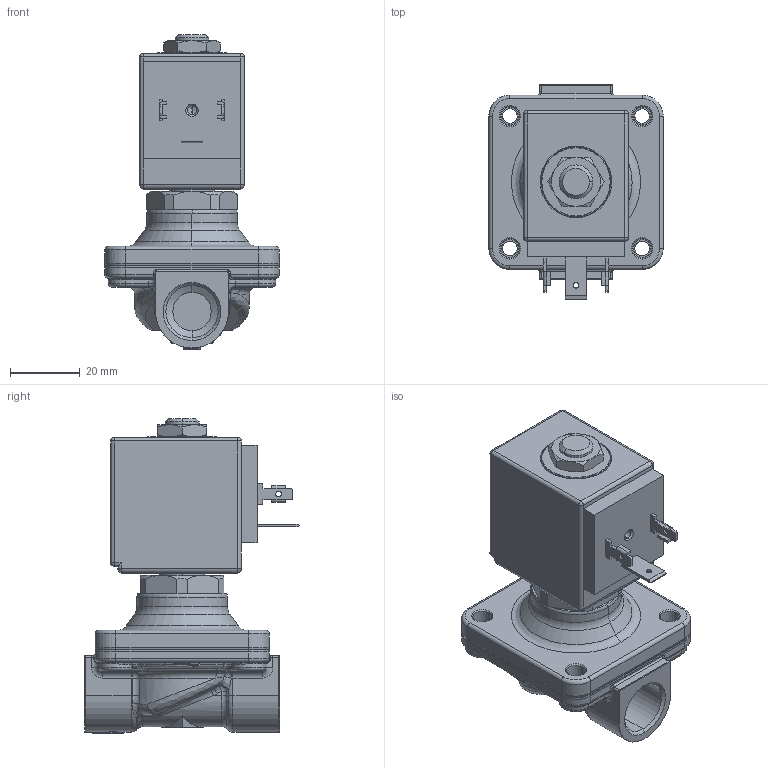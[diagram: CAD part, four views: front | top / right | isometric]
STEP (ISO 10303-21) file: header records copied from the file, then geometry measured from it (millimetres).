
FILE_DESCRIPTION((''),'2;1');
FILE_NAME('21HT3K0Y110_BDA_INGOMBRO_ASM','2009-07-06T',('romeri'),('O.D.E.'),'PRO/ENGINEER BY PARAMETRIC TECHNOLOGY CORPORATION, 2005450','PRO/ENGINEER BY PARAMETRIC TECHNOLOGY CORPORATION, 2005450','');
FILE_SCHEMA(('CONFIG_CONTROL_DESIGN'));
Length unit declared in the file: millimetre
Products named in the file (8): 4500H1_INGOMBRO; 450290_INGOMBRO; 451038_INGOMBRO; 450691_INGOMBRO; BOBINA_8_W_INGOMBRO; 450145; 450146; 21HT3K0Y110_BDA_INGOMBRO_ASM
Assembly tree (7 placements, depth 2):
  21HT3K0Y110_BDA_INGOMBRO_ASM
    4500H1_INGOMBRO
    450290_INGOMBRO
    451038_INGOMBRO
    450691_INGOMBRO
    BOBINA_8_W_INGOMBRO
    450145
    450146
Bounding box: 50 x 61.65 x 90.4 mm (x, y, z)
Volume: 83974.8 mm3; surface area: 37170 mm2
Topology: 7 solids, 16 shells, 694 faces, 1602 edges, 957 vertices
Faces by surface type: plane 242, cylinder 209, torus 89, bspline 68, cone 65, sphere 21
Entity records: 28200 total; most frequent: CARTESIAN_POINT 6998, DIRECTION 3269, ORIENTED_EDGE 3184, EDGE_CURVE 1600, AXIS2_PLACEMENT_3D 1289, PRESENTATION_STYLE_ASSIGNMENT 1160, STYLED_ITEM 1094, VERTEX_POINT 957
